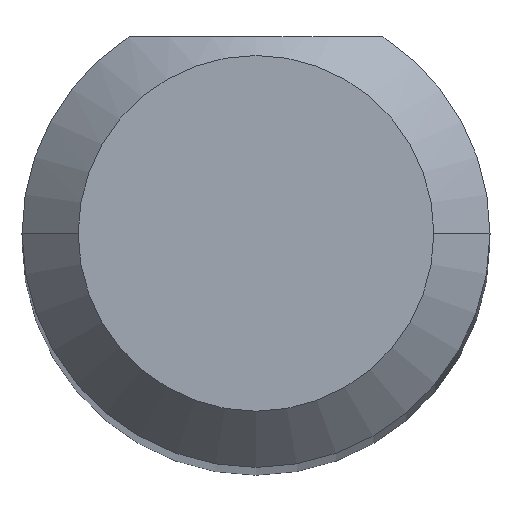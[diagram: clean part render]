
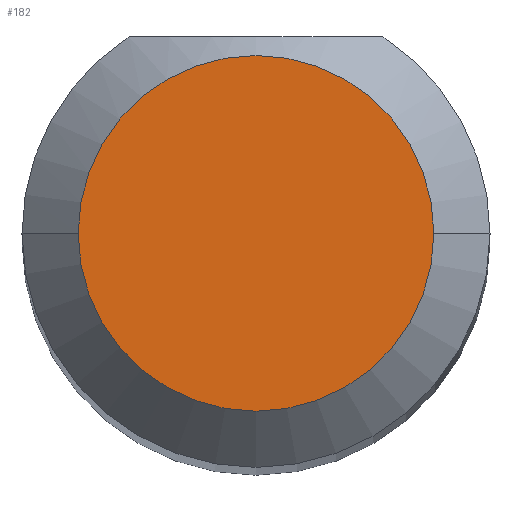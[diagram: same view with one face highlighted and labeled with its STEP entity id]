
A CAD part, top view. The second image highlights one B-rep face of the part: STEP entity #182.
In plain terms, the highlighted planar face has unit normal (0, 0, 1).
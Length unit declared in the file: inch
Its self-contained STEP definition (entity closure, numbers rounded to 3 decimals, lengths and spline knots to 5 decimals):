
#28 = DIRECTION ( 'NONE',  ( 0., 0., 1. ) ) ;
#34 = VERTEX_POINT ( 'NONE', #284 ) ;
#38 = DIRECTION ( 'NONE',  ( 0., 0., 1. ) ) ;
#110 = FACE_OUTER_BOUND ( 'NONE', #985, .T. ) ;
#116 = DIRECTION ( 'NONE',  ( 1., 0., 0. ) ) ;
#117 = CARTESIAN_POINT ( 'NONE',  ( 0., 0., 1.5 ) ) ;
#121 = VERTEX_POINT ( 'NONE', #212 ) ;
#182 = ADVANCED_FACE ( 'NONE', ( #110 ), #550, .T. ) ;
#212 = CARTESIAN_POINT ( 'NONE',  ( 0.0475, 0., 1.5 ) ) ;
#218 = EDGE_CURVE ( 'NONE', #34, #121, #648, .T. ) ;
#244 = AXIS2_PLACEMENT_3D ( 'NONE', #650, #38, #313 ) ;
#284 = CARTESIAN_POINT ( 'NONE',  ( -0.0475, 0., 1.5 ) ) ;
#313 = DIRECTION ( 'NONE',  ( 1., 0., 0. ) ) ;
#376 = ORIENTED_EDGE ( 'NONE', *, *, #586, .T. ) ;
#550 = PLANE ( 'NONE',  #756 ) ;
#586 = EDGE_CURVE ( 'NONE', #121, #34, #685, .T. ) ;
#648 = CIRCLE ( 'NONE', #244, 0.0475 ) ;
#649 = AXIS2_PLACEMENT_3D ( 'NONE', #894, #28, #116 ) ;
#650 = CARTESIAN_POINT ( 'NONE',  ( 0., 0., 1.5 ) ) ;
#685 = CIRCLE ( 'NONE', #649, 0.0475 ) ;
#756 = AXIS2_PLACEMENT_3D ( 'NONE', #117, #1077, #817 ) ;
#817 = DIRECTION ( 'NONE',  ( 1., 0., 0. ) ) ;
#880 = ORIENTED_EDGE ( 'NONE', *, *, #218, .T. ) ;
#894 = CARTESIAN_POINT ( 'NONE',  ( 0., 0., 1.5 ) ) ;
#985 = EDGE_LOOP ( 'NONE', ( #880, #376 ) ) ;
#1077 = DIRECTION ( 'NONE',  ( 0., 0., 1. ) ) ;
